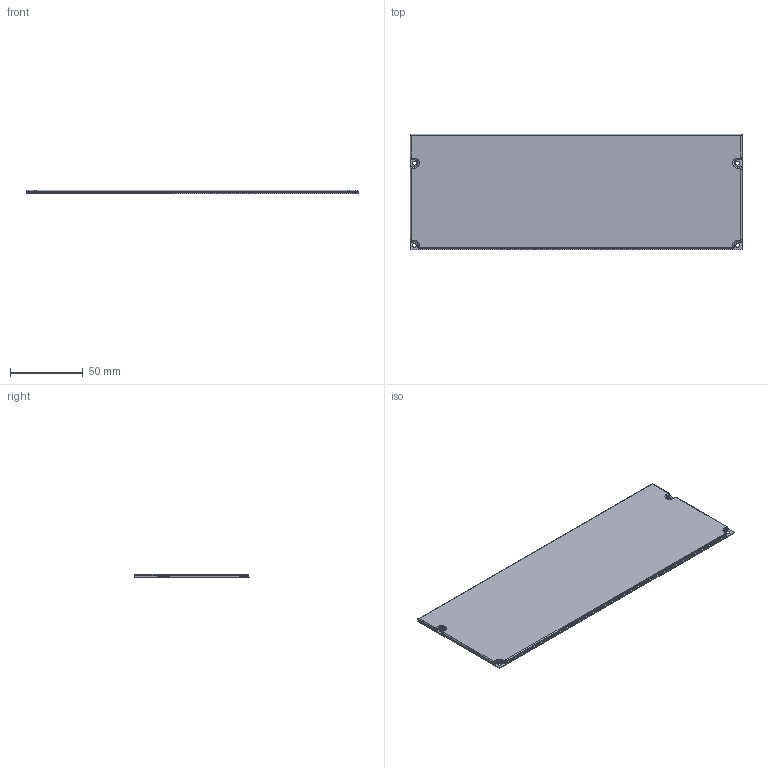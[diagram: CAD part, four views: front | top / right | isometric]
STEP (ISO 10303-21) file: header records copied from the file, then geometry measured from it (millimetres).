
FILE_DESCRIPTION((''),'2;1');
FILE_NAME('J31815-V0080-Y000-X0-0055','2014-11-25T',('wkoerber'),(''),'PRO/ENGINEER BY PARAMETRIC TECHNOLOGY CORPORATION, 2010160','PRO/ENGINEER BY PARAMETRIC TECHNOLOGY CORPORATION, 2010160','');
FILE_SCHEMA(('AUTOMOTIVE_DESIGN { 1 0 10303 214 1 1 1 1 }'));
Length unit declared in the file: millimetre
Products named in the file (1): J31815-V0080-Y000-X0-0055
Bounding box: 228.35 x 79.5 x 2.4 mm (x, y, z)
Volume: 9552.9 mm3; surface area: 38536.3 mm2
Topology: 1 solids, 1 shells, 147 faces, 352 edges, 208 vertices
Faces by surface type: cylinder 70, torus 40, plane 29, bspline 8
Entity records: 4498 total; most frequent: CARTESIAN_POINT 916, DIRECTION 802, ORIENTED_EDGE 704, EDGE_CURVE 352, AXIS2_PLACEMENT_3D 327, VERTEX_POINT 208, CIRCLE 188, EDGE_LOOP 156
